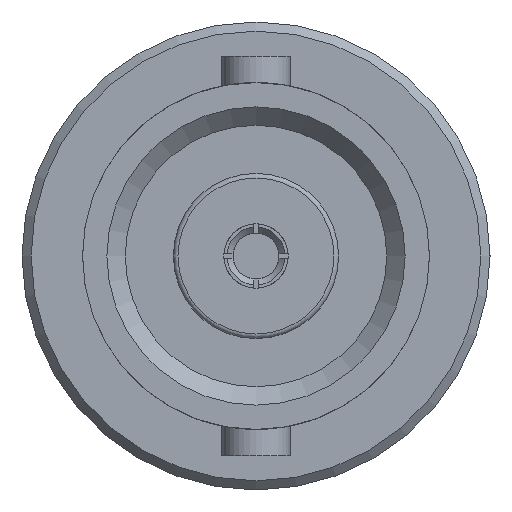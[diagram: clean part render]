
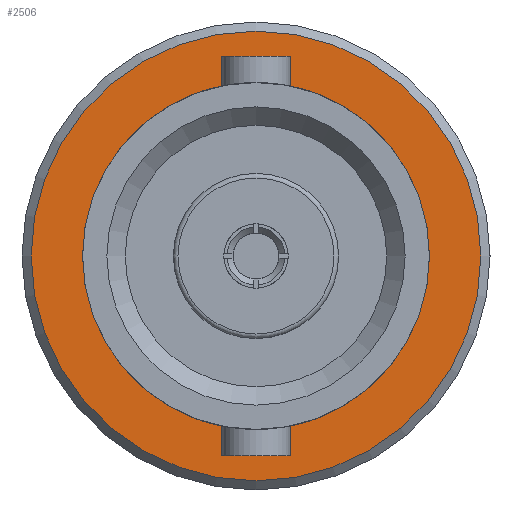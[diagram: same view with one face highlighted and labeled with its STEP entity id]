
A CAD part, left-side view. The second image highlights one B-rep face of the part: STEP entity #2506.
In plain terms, the highlighted planar face has unit normal (-1, 0, 0).
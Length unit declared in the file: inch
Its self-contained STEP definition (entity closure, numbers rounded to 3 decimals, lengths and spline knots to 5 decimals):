
#78 = EDGE_CURVE ( 'NONE', #98, #98, #5533, .T. ) ;
#98 = VERTEX_POINT ( 'NONE', #4122 ) ;
#99 = AXIS2_PLACEMENT_3D ( 'NONE', #2212, #3919, #2191 ) ;
#244 = DIRECTION ( 'NONE',  ( 0., 1., 0. ) ) ;
#346 = ORIENTED_EDGE ( 'NONE', *, *, #4001, .T. ) ;
#365 = CARTESIAN_POINT ( 'NONE',  ( -0.30275, 0.245, 0. ) ) ;
#377 = FACE_OUTER_BOUND ( 'NONE', #2067, .T. ) ;
#801 = AXIS2_PLACEMENT_3D ( 'NONE', #4569, #1104, #244 ) ;
#820 = VERTEX_POINT ( 'NONE', #365 ) ;
#1039 = CARTESIAN_POINT ( 'NONE',  ( -0.30275, 0., 0. ) ) ;
#1104 = DIRECTION ( 'NONE',  ( 1., 0., 0. ) ) ;
#2067 = EDGE_LOOP ( 'NONE', ( #346 ) ) ;
#2191 = DIRECTION ( 'NONE',  ( 0., 1., 0. ) ) ;
#2212 = CARTESIAN_POINT ( 'NONE',  ( -0.30275, 0., 0. ) ) ;
#2226 = FACE_BOUND ( 'NONE', #3692, .T. ) ;
#2290 = CIRCLE ( 'NONE', #99, 0.245 ) ;
#2389 = AXIS2_PLACEMENT_3D ( 'NONE', #1039, #2776, #3230 ) ;
#2428 = PLANE ( 'NONE',  #801 ) ;
#2506 = ADVANCED_FACE ( 'NONE', ( #377, #2226 ), #2428, .F. ) ;
#2776 = DIRECTION ( 'NONE',  ( -1., 0., 0. ) ) ;
#3230 = DIRECTION ( 'NONE',  ( 0., 0., 1. ) ) ;
#3356 = ORIENTED_EDGE ( 'NONE', *, *, #78, .F. ) ;
#3692 = EDGE_LOOP ( 'NONE', ( #3356 ) ) ;
#3919 = DIRECTION ( 'NONE',  ( -1., 0., 0. ) ) ;
#4001 = EDGE_CURVE ( 'NONE', #820, #820, #2290, .T. ) ;
#4122 = CARTESIAN_POINT ( 'NONE',  ( -0.30275, 0., 0.189 ) ) ;
#4569 = CARTESIAN_POINT ( 'NONE',  ( -0.30275, 0., 0. ) ) ;
#5533 = CIRCLE ( 'NONE', #2389, 0.189 ) ;
